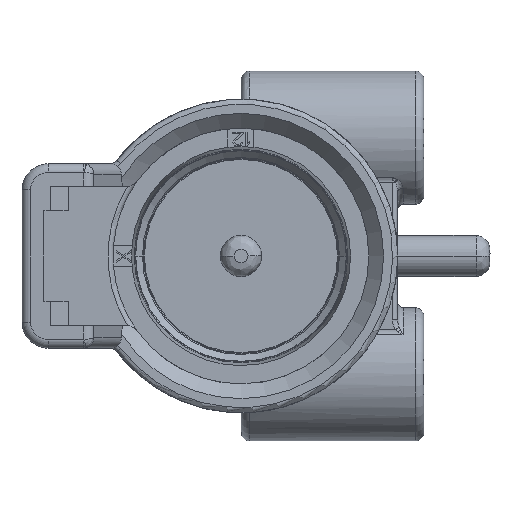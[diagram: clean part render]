
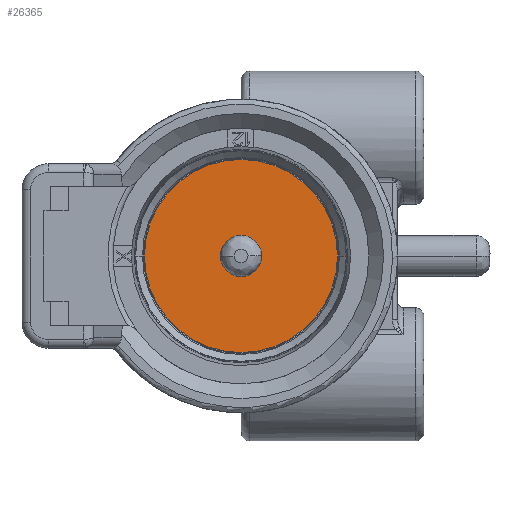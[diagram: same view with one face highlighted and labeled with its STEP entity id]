
A CAD part, left-side view. The second image highlights one B-rep face of the part: STEP entity #26365.
In plain terms, the highlighted planar face has unit normal (-1, 0, 0).
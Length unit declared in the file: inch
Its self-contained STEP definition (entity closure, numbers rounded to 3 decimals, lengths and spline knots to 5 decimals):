
#9188=CARTESIAN_POINT('',(0.80709,0.,0.));
#9189=DIRECTION('',(1.,0.,0.));
#9190=DIRECTION('',(0.,1.,0.));
#9191=AXIS2_PLACEMENT_3D('',#9188,#9189,#9190);
#9193=CARTESIAN_POINT('',(0.80709,0.,0.));
#9194=DIRECTION('',(1.,0.,0.));
#9195=DIRECTION('',(0.,-1.,0.));
#9196=AXIS2_PLACEMENT_3D('',#9193,#9194,#9195);
#9198=CARTESIAN_POINT('',(0.80709,0.,0.));
#9199=DIRECTION('',(1.,0.,0.));
#9200=DIRECTION('',(0.,-1.,0.));
#9201=AXIS2_PLACEMENT_3D('',#9198,#9199,#9200);
#9207=CARTESIAN_POINT('',(0.80709,0.,0.));
#9208=DIRECTION('',(1.,0.,0.));
#9209=DIRECTION('',(0.,1.,0.));
#9210=AXIS2_PLACEMENT_3D('',#9207,#9208,#9209);
#11178=CARTESIAN_POINT('',(0.80709,0.2185,0.));
#11179=VERTEX_POINT('',#11178);
#11180=CARTESIAN_POINT('',(0.80709,-0.2185,0.));
#11181=VERTEX_POINT('',#11180);
#11230=CARTESIAN_POINT('',(0.80709,-0.04685,0.));
#11231=CARTESIAN_POINT('',(0.80709,0.04685,
0.));
#11232=VERTEX_POINT('',#11230);
#11233=VERTEX_POINT('',#11231);
#26349=CARTESIAN_POINT('',(0.80709,0.,0.));
#26350=DIRECTION('',(1.,0.,0.));
#26351=DIRECTION('',(0.,-1.,0.));
#26352=AXIS2_PLACEMENT_3D('',#26349,#26350,#26351);
#26353=PLANE('',#26352);
#26354=ORIENTED_EDGE('',*,*,#26338,.T.);
#26356=ORIENTED_EDGE('',*,*,#26355,.T.);
#26357=EDGE_LOOP('',(#26354,#26356));
#26358=FACE_OUTER_BOUND('',#26357,.F.);
#26360=ORIENTED_EDGE('',*,*,#26359,.F.);
#26362=ORIENTED_EDGE('',*,*,#26361,.F.);
#26363=EDGE_LOOP('',(#26360,#26362));
#26364=FACE_BOUND('',#26363,.F.);
#26365=ADVANCED_FACE('',(#26358,#26364),#26353,.F.);
#9192=CIRCLE('',#9191,0.2185);
#9197=CIRCLE('',#9196,0.2185);
#9202=CIRCLE('',#9201,0.04685);
#9211=CIRCLE('',#9210,0.04685);
#26338=EDGE_CURVE('',#11179,#11181,#9192,.T.);
#26355=EDGE_CURVE('',#11181,#11179,#9197,.T.);
#26359=EDGE_CURVE('',#11232,#11233,#9202,.T.);
#26361=EDGE_CURVE('',#11233,#11232,#9211,.T.);
